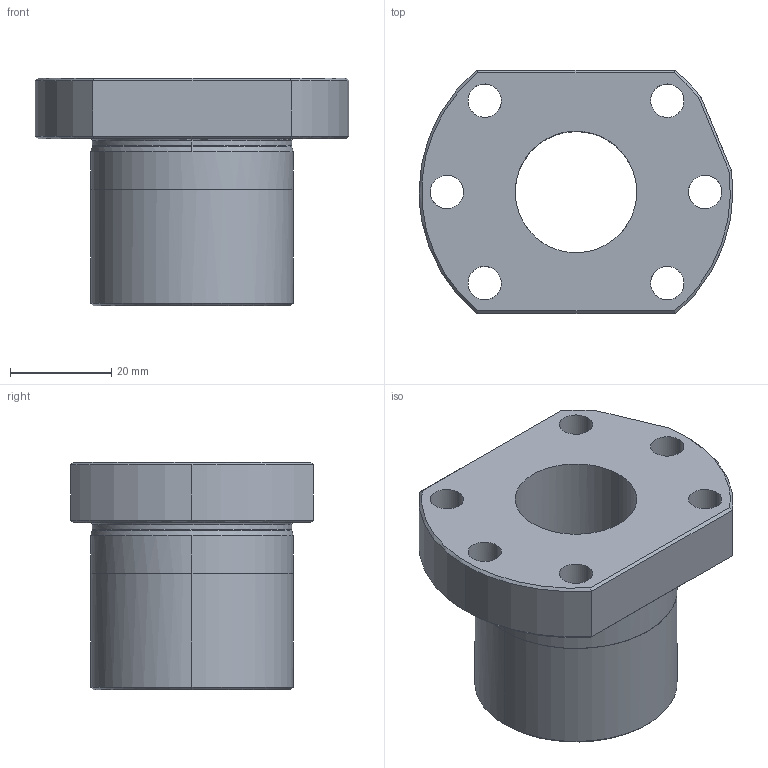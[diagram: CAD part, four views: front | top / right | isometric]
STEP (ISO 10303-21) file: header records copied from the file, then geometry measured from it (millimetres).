
FILE_DESCRIPTION (( 'STEP AP203' ), '1' );
FILE_NAME ('piulita.stp_2.STEP_Default_sldprt.STEP', '2023-12-09T22:25:15', ( '' ), ( '' ), 'SwSTEP 2.0', 'SolidWorks 2023', '' );
FILE_SCHEMA (( 'CONFIG_CONTROL_DESIGN' ));
Length unit declared in the file: inch
Products named in the file (1): piulita.stp_2.STEP_Default_sldprt
Bounding box: 62 x 48 x 45 mm (x, y, z)
Surface area: 15539.3 mm2 (no closed solid volume)
Topology: 0 solids, 2 shells, 65 faces, 154 edges, 96 vertices
Faces by surface type: cylinder 29, cone 16, plane 16, torus 4
Entity records: 3370 total; most frequent: CARTESIAN_POINT 2082, ORIENTED_EDGE 304, EDGE_CURVE 154, B_SPLINE_CURVE_WITH_KNOTS 154, DIRECTION 132, VERTEX_POINT 96, EDGE_LOOP 84, AXIS2_PLACEMENT_3D 66
